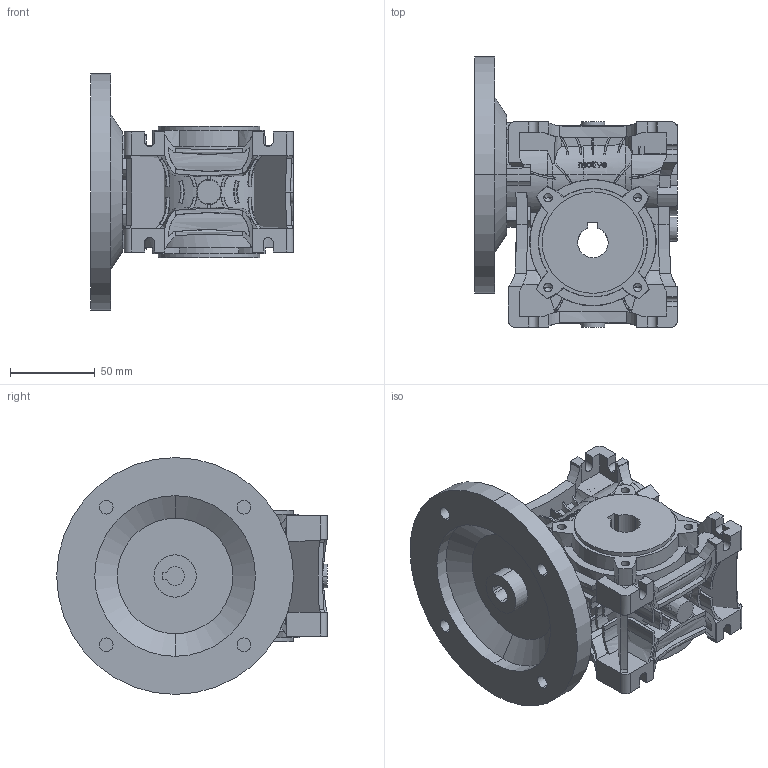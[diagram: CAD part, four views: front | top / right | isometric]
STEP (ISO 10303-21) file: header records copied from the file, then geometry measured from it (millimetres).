
FILE_DESCRIPTION((''),'2;1');
FILE_NAME('BOX040___ASSLY_LIGHTER_ASM','2013-11-13T',('tecnicocad'),(''),'PRO/ENGINEER BY PARAMETRIC TECHNOLOGY CORPORATION, 2011330','PRO/ENGINEER BY PARAMETRIC TECHNOLOGY CORPORATION, 2011330','');
FILE_SCHEMA(('CONFIG_CONTROL_DESIGN'));
Length unit declared in the file: millimetre
Products named in the file (10): CUT-EXTRUDE34; CUT-EXTRUDE33; BOSS-EXTRUDE32; BOX040-REV_02_1_ASM; F_FLANGE_-_BOX040_ASM; FL_FLANGE_-_BOX040_ASM; B040_INPUT_FLANGES_63B5; ASM0001_ASM; _BOX040___ASSLY_LIGHTER; BOX040___ASSLY_LIGHTER_ASM
Assembly tree (9 placements, depth 4):
  BOX040___ASSLY_LIGHTER_ASM
    ASM0001_ASM
      BOX040-REV_02_1_ASM
        CUT-EXTRUDE34
        CUT-EXTRUDE33
        BOSS-EXTRUDE32
      F_FLANGE_-_BOX040_ASM
      FL_FLANGE_-_BOX040_ASM
      B040_INPUT_FLANGES_63B5
    _BOX040___ASSLY_LIGHTER
Bounding box: 120 x 160 x 140 mm (x, y, z)
Volume: 698557.3 mm3; surface area: 150654.5 mm2
Topology: 4 solids, 4 shells, 1096 faces, 3236 edges, 2155 vertices
Faces by surface type: plane 375, cone 341, cylinder 315, extrusion 33, torus 24, bspline 8
Entity records: 40846 total; most frequent: CARTESIAN_POINT 14044, ORIENTED_EDGE 6440, DIRECTION 4410, EDGE_CURVE 3220, VERTEX_POINT 2155, AXIS2_PLACEMENT_3D 1729, B_SPLINE_CURVE_WITH_KNOTS 1686, EDGE_LOOP 1133
